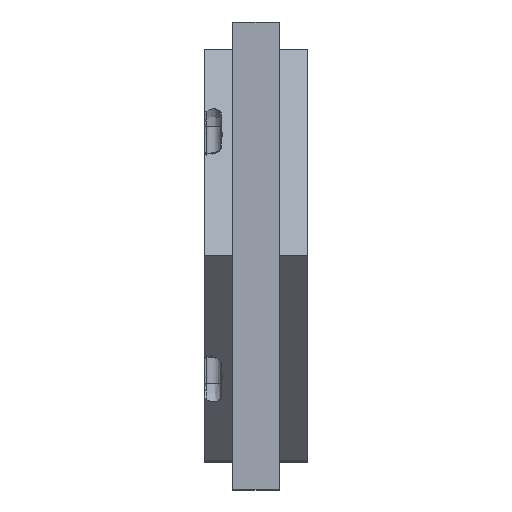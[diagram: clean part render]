
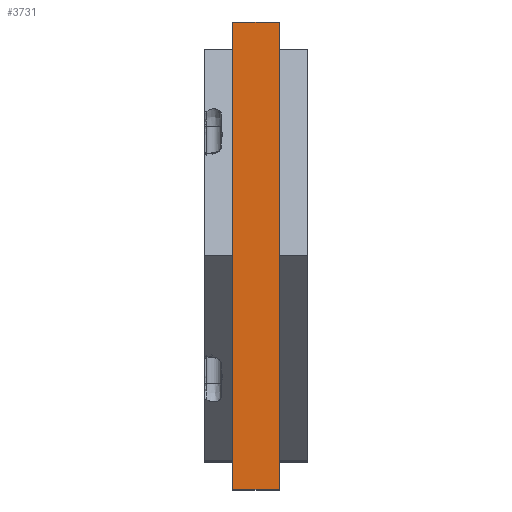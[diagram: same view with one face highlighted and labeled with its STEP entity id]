
A CAD part, top view. The second image highlights one B-rep face of the part: STEP entity #3731.
In plain terms, the highlighted free-form (B-spline) face has degree [1, 1] with [2, 2] control points.
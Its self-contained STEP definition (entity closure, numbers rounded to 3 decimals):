
#420=FACE_OUTER_BOUND('',#582,.T.);
#582=EDGE_LOOP('',(#3046,#3047,#3048,#3049));
#897=B_SPLINE_CURVE_WITH_KNOTS('',1,(#8199,#8200),.UNSPECIFIED.,.F.,.F.,
(2,2),(0.,1.),.UNSPECIFIED.);
#898=B_SPLINE_CURVE_WITH_KNOTS('',1,(#8202,#8203),.UNSPECIFIED.,.F.,.F.,
(2,2),(0.,1.),.UNSPECIFIED.);
#899=B_SPLINE_CURVE_WITH_KNOTS('',1,(#8205,#8206),.UNSPECIFIED.,.F.,.F.,
(2,2),(0.,1.),.UNSPECIFIED.);
#900=B_SPLINE_CURVE_WITH_KNOTS('',1,(#8207,#8208),.UNSPECIFIED.,.F.,.F.,
(2,2),(0.,1.),.UNSPECIFIED.);
#1562=VERTEX_POINT('',#8197);
#1563=VERTEX_POINT('',#8198);
#1564=VERTEX_POINT('',#8201);
#1565=VERTEX_POINT('',#8204);
#2298=EDGE_CURVE('',#1562,#1563,#897,.T.);
#2299=EDGE_CURVE('',#1563,#1564,#898,.T.);
#2300=EDGE_CURVE('',#1565,#1564,#899,.T.);
#2301=EDGE_CURVE('',#1562,#1565,#900,.T.);
#3046=ORIENTED_EDGE('',*,*,#2298,.T.);
#3047=ORIENTED_EDGE('',*,*,#2299,.T.);
#3048=ORIENTED_EDGE('',*,*,#2300,.F.);
#3049=ORIENTED_EDGE('',*,*,#2301,.F.);
#3597=B_SPLINE_SURFACE_WITH_KNOTS('',1,1,((#8193,#8194),(#8195,#8196)),
 .UNSPECIFIED.,.F.,.F.,.F.,(2,2),(2,2),(0.,1.),(0.,1.),.UNSPECIFIED.);
#3731=ADVANCED_FACE('',(#420),#3597,.T.);
#8193=CARTESIAN_POINT('Ctrl Pts',(34.284,77.971,-218.823));
#8194=CARTESIAN_POINT('Ctrl Pts',(34.284,-22.029,-218.823));
#8195=CARTESIAN_POINT('Ctrl Pts',(44.284,77.971,-218.823));
#8196=CARTESIAN_POINT('Ctrl Pts',(44.284,-22.029,-218.823));
#8197=CARTESIAN_POINT('',(34.284,77.971,-218.823));
#8198=CARTESIAN_POINT('',(44.284,77.971,-218.823));
#8199=CARTESIAN_POINT('Ctrl Pts',(34.284,77.971,-218.823));
#8200=CARTESIAN_POINT('Ctrl Pts',(44.284,77.971,-218.823));
#8201=CARTESIAN_POINT('',(44.284,-22.029,-218.823));
#8202=CARTESIAN_POINT('Ctrl Pts',(44.284,77.971,-218.823));
#8203=CARTESIAN_POINT('Ctrl Pts',(44.284,-22.029,-218.823));
#8204=CARTESIAN_POINT('',(34.284,-22.029,-218.823));
#8205=CARTESIAN_POINT('Ctrl Pts',(34.284,-22.029,-218.823));
#8206=CARTESIAN_POINT('Ctrl Pts',(44.284,-22.029,-218.823));
#8207=CARTESIAN_POINT('Ctrl Pts',(34.284,77.971,-218.823));
#8208=CARTESIAN_POINT('Ctrl Pts',(34.284,-22.029,-218.823));
